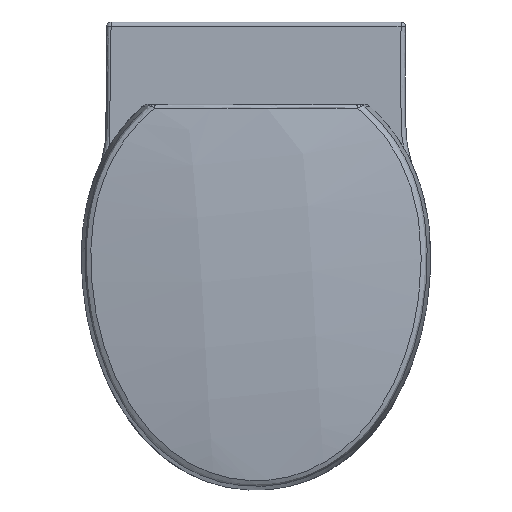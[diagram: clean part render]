
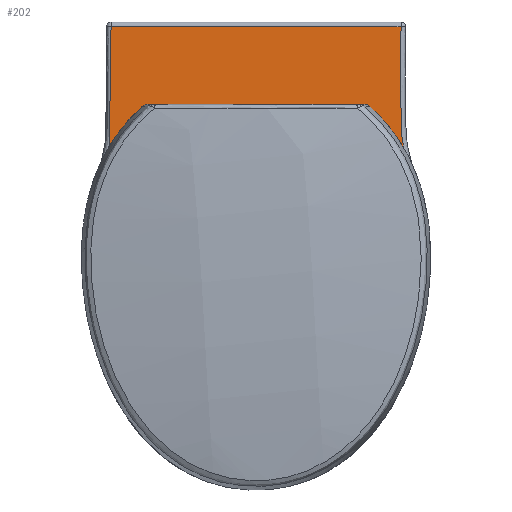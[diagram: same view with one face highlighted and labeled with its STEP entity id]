
A CAD part, top view. The second image highlights one B-rep face of the part: STEP entity #202.
In plain terms, the highlighted planar face has unit normal (0, 0, 1).
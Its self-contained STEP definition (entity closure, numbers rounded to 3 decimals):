
#118=PLANE('',#870);
#140=LINE('',#5168,#162);
#162=VECTOR('',#952,1.);
#202=ADVANCED_FACE('',(#256),#118,.F.);
#256=FACE_OUTER_BOUND('',#308,.T.);
#308=EDGE_LOOP('',(#516,#517));
#516=ORIENTED_EDGE('',*,*,#738,.T.);
#517=ORIENTED_EDGE('',*,*,#739,.T.);
#631=VERTEX_POINT('',#5166);
#632=VERTEX_POINT('',#5167);
#738=EDGE_CURVE('',#631,#632,#837,.T.);
#739=EDGE_CURVE('',#632,#631,#140,.T.);
#837=B_SPLINE_CURVE_WITH_KNOTS('',3,(#5094,#5095,#5096,#5097,#5098,#5099,
#5100,#5101,#5102,#5103,#5104,#5105,#5106,#5107,#5108,#5109,#5110,#5111,
#5112,#5113,#5114,#5115,#5116,#5117,#5118,#5119,#5120,#5121,#5122,#5123,
#5124,#5125,#5126,#5127,#5128,#5129,#5130,#5131,#5132,#5133,#5134,#5135,
#5136,#5137,#5138,#5139,#5140,#5141,#5142,#5143,#5144,#5145,#5146,#5147,
#5148,#5149,#5150,#5151,#5152,#5153,#5154,#5155,#5156,#5157,#5158,#5159,
#5160,#5161,#5162,#5163,#5164,#5165),.UNSPECIFIED.,.F.,.F.,(4,2,2,2,2,2,
2,2,2,2,2,2,2,2,2,2,2,2,2,2,2,2,2,2,2,2,2,2,2,2,2,2,2,2,2,4),(0.,0.063,
0.078,0.094,0.125,0.188,0.203,0.219,0.25,
0.313,0.344,0.375,0.406,0.422,0.438,0.469,0.484,0.5,0.531,
0.563,0.578,0.594,0.609,0.625,0.656,0.688,0.75,0.781,0.797,
0.813,0.844,0.875,0.906,0.922,0.938,1.),.UNSPECIFIED.);
#870=AXIS2_PLACEMENT_3D('',#5169,#953,#954);
#952=DIRECTION('',(-1.,0.,0.));
#953=DIRECTION('',(0.,0.,-1.));
#954=DIRECTION('',(-1.,0.,0.));
#5094=CARTESIAN_POINT('',(-159.413,330.,0.));
#5095=CARTESIAN_POINT('',(-159.124,305.143,0.));
#5096=CARTESIAN_POINT('',(-159.162,280.316,0.));
#5097=CARTESIAN_POINT('',(-159.271,249.287,0.));
#5098=CARTESIAN_POINT('',(-159.303,243.082,0.));
#5099=CARTESIAN_POINT('',(-159.352,230.671,0.));
#5100=CARTESIAN_POINT('',(-159.252,224.455,0.));
#5101=CARTESIAN_POINT('',(-159.983,205.897,0.));
#5102=CARTESIAN_POINT('',(-161.975,193.66,0.));
#5103=CARTESIAN_POINT('',(-170.164,157.146,0.));
#5104=CARTESIAN_POINT('',(-178.673,133.146,0.));
#5105=CARTESIAN_POINT('',(-184.589,102.481,0.));
#5106=CARTESIAN_POINT('',(-185.536,96.31,0.));
#5107=CARTESIAN_POINT('',(-186.711,83.855,0.));
#5108=CARTESIAN_POINT('',(-186.839,77.536,0.));
#5109=CARTESIAN_POINT('',(-186.576,58.609,0.));
#5110=CARTESIAN_POINT('',(-185.771,46.099,0.));
#5111=CARTESIAN_POINT('',(-181.337,8.914,0.));
#5112=CARTESIAN_POINT('',(-175.825,-15.443,0.));
#5113=CARTESIAN_POINT('',(-162.808,-51.15,0.));
#5114=CARTESIAN_POINT('',(-157.746,-62.662,0.));
#5115=CARTESIAN_POINT('',(-146.025,-84.826,0.));
#5116=CARTESIAN_POINT('',(-139.367,-95.477,0.));
#5117=CARTESIAN_POINT('',(-124.079,-115.716,0.));
#5118=CARTESIAN_POINT('',(-115.609,-125.079,0.));
#5119=CARTESIAN_POINT('',(-101.601,-137.666,0.));
#5120=CARTESIAN_POINT('',(-96.708,-141.625,0.));
#5121=CARTESIAN_POINT('',(-86.425,-149.019,0.));
#5122=CARTESIAN_POINT('',(-81.037,-152.443,0.));
#5123=CARTESIAN_POINT('',(-64.546,-161.589,0.));
#5124=CARTESIAN_POINT('',(-52.971,-166.292,0.));
#5125=CARTESIAN_POINT('',(-34.702,-171.167,0.));
#5126=CARTESIAN_POINT('',(-28.428,-172.429,0.));
#5127=CARTESIAN_POINT('',(-15.855,-174.161,0.));
#5128=CARTESIAN_POINT('',(-9.531,-174.643,0.));
#5129=CARTESIAN_POINT('',(9.544,-175.005,0.));
#5130=CARTESIAN_POINT('',(22.367,-173.783,0.));
#5131=CARTESIAN_POINT('',(46.916,-168.307,0.));
#5132=CARTESIAN_POINT('',(58.714,-164.098,0.));
#5133=CARTESIAN_POINT('',(75.688,-155.549,0.));
#5134=CARTESIAN_POINT('',(81.203,-152.33,0.));
#5135=CARTESIAN_POINT('',(91.704,-145.362,0.));
#5136=CARTESIAN_POINT('',(96.729,-141.594,0.));
#5137=CARTESIAN_POINT('',(106.363,-133.529,0.));
#5138=CARTESIAN_POINT('',(110.972,-129.233,0.));
#5139=CARTESIAN_POINT('',(119.798,-120.146,0.));
#5140=CARTESIAN_POINT('',(124.001,-115.364,0.));
#5141=CARTESIAN_POINT('',(135.823,-100.625,0.));
#5142=CARTESIAN_POINT('',(142.755,-90.184,0.));
#5143=CARTESIAN_POINT('',(155.04,-68.279,0.));
#5144=CARTESIAN_POINT('',(160.421,-56.736,0.));
#5145=CARTESIAN_POINT('',(174.103,-21.521,0.));
#5146=CARTESIAN_POINT('',(180.13,2.813,0.));
#5147=CARTESIAN_POINT('',(185.241,40.4,0.));
#5148=CARTESIAN_POINT('',(186.251,52.941,0.));
#5149=CARTESIAN_POINT('',(186.793,71.665,0.));
#5150=CARTESIAN_POINT('',(186.882,77.901,0.));
#5151=CARTESIAN_POINT('',(186.203,90.327,0.));
#5152=CARTESIAN_POINT('',(185.457,96.517,0.));
#5153=CARTESIAN_POINT('',(182.391,115.045,0.));
#5154=CARTESIAN_POINT('',(179.2,127.347,0.));
#5155=CARTESIAN_POINT('',(172.413,151.858,0.));
#5156=CARTESIAN_POINT('',(168.797,164.071,0.));
#5157=CARTESIAN_POINT('',(162.861,188.745,0.));
#5158=CARTESIAN_POINT('',(160.521,201.202,0.));
#5159=CARTESIAN_POINT('',(159.237,220.314,0.));
#5160=CARTESIAN_POINT('',(159.304,226.777,0.));
#5161=CARTESIAN_POINT('',(159.252,239.68,0.));
#5162=CARTESIAN_POINT('',(159.223,246.131,0.));
#5163=CARTESIAN_POINT('',(159.103,278.389,0.));
#5164=CARTESIAN_POINT('',(159.054,304.195,0.));
#5165=CARTESIAN_POINT('',(159.403,330.,0.));
#5166=CARTESIAN_POINT('',(-159.413,330.,0.));
#5167=CARTESIAN_POINT('',(159.403,330.,0.));
#5168=CARTESIAN_POINT('',(-159.475,330.,0.));
#5169=CARTESIAN_POINT('',(-140.463,58.929,0.));
